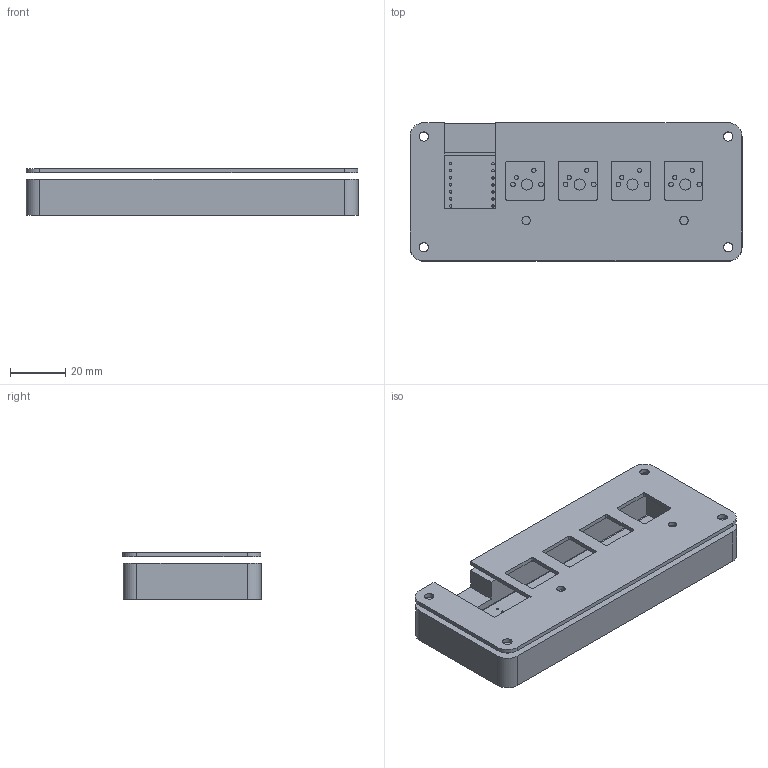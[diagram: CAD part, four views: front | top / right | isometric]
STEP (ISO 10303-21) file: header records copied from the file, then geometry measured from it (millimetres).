
FILE_DESCRIPTION(/* description */ ('KiCad electronic assembly','CAx-IF Rec.Pracs.---Representation and Presentation of Product Manufacturing Information (PMI)---4.0---2014-10-13'),/* implementation_level */ '2;1');
FILE_NAME(/* name */ 'shortcutpad.step',/* time_stamp */ '2025-02-16T00:14:36-05:00',/* author */ (''),/* organization */ (''),/* preprocessor_version */ 'ST-DEVELOPER v20',/* originating_system */ 'Autodesk Translation Framework v13.20.0.188',/* authorisation */ '');
FILE_SCHEMA (('AP242_MANAGED_MODEL_BASED_3D_ENGINEERING_MIM_LF { 1 0 10303 442 1 1 4 }'));
Length unit declared in the file: millimetre
Products named in the file (5): ShortcutPad 1; ShortcutPad bottom; ShortcutPad; ShortcutPad top; ShortcutPad_PCB
Assembly tree (4 placements, depth 3):
  ShortcutPad 1
    ShortcutPad bottom
      ShortcutPad
    ShortcutPad top
    ShortcutPad_PCB
Bounding box: 119.82 x 50.01 x 16.86 mm (x, y, z)
Volume: 56671.5 mm3; surface area: 35620.1 mm2
Topology: 3 solids, 3 shells, 530 faces, 1482 edges, 988 vertices
Faces by surface type: bspline 276, plane 182, cylinder 72
Full cylindrical faces by diameter (mm): 0.889 x14, 1.5 x8, 1.7 x8, 3 x2, 3.4 x8, 4 x4, 6 x4
Entity records: 19906 total; most frequent: CARTESIAN_POINT 7701, ORIENTED_EDGE 2964, DIRECTION 1600, EDGE_CURVE 1482, VERTEX_POINT 988, LINE 786, VECTOR 786, EDGE_LOOP 656
